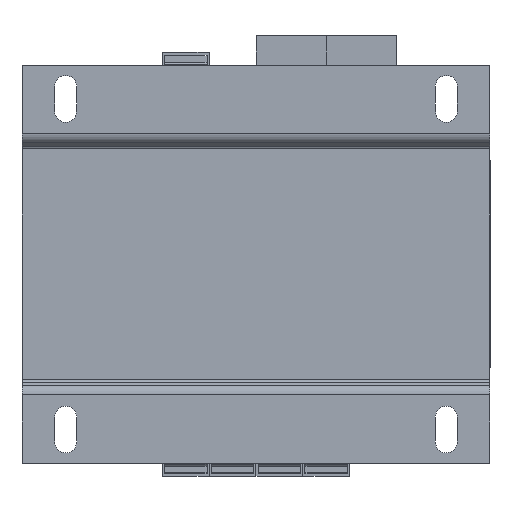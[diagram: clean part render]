
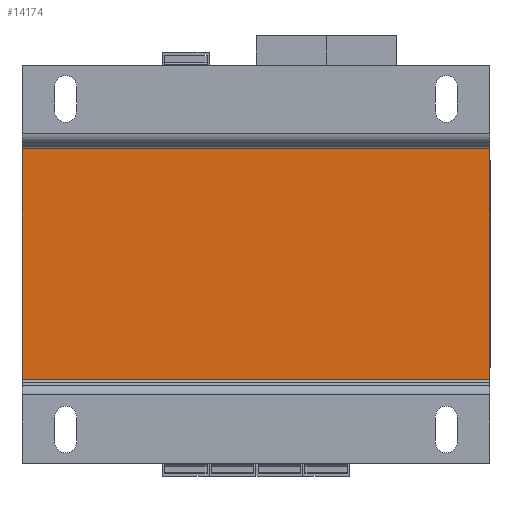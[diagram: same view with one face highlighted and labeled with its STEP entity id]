
A CAD part, front view. The second image highlights one B-rep face of the part: STEP entity #14174.
In plain terms, the highlighted planar face has unit normal (0, -1, 0).
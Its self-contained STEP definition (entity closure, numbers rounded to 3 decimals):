
#147 = DIRECTION ( 'NONE',  ( -1., 0., 0. ) ) ;
#294 = PLANE ( 'NONE',  #3428 ) ;
#838 = LINE ( 'NONE', #13585, #11063 ) ;
#2620 = ORIENTED_EDGE ( 'NONE', *, *, #2912, .F. ) ;
#2659 = EDGE_LOOP ( 'NONE', ( #15300, #7341, #10689, #2620 ) ) ;
#2846 = DIRECTION ( 'NONE',  ( 0., 1., 0. ) ) ;
#2882 = VERTEX_POINT ( 'NONE', #14762 ) ;
#2912 = EDGE_CURVE ( 'NONE', #2882, #4111, #8690, .T. ) ;
#3225 = CARTESIAN_POINT ( 'NONE',  ( 75., -65., 63.75 ) ) ;
#3428 = AXIS2_PLACEMENT_3D ( 'NONE', #7744, #2846, #12589 ) ;
#3721 = CARTESIAN_POINT ( 'NONE',  ( -75., -65., 37. ) ) ;
#4111 = VERTEX_POINT ( 'NONE', #3721 ) ;
#4258 = VERTEX_POINT ( 'NONE', #6446 ) ;
#4402 = DIRECTION ( 'NONE',  ( -1., 0., 0. ) ) ;
#4470 = DIRECTION ( 'NONE',  ( 0., 0., -1. ) ) ;
#4804 = CARTESIAN_POINT ( 'NONE',  ( -75., -65., 63.75 ) ) ;
#5936 = CARTESIAN_POINT ( 'NONE',  ( 75., -65., -37. ) ) ;
#6057 = EDGE_CURVE ( 'NONE', #4258, #9108, #8513, .T. ) ;
#6153 = DIRECTION ( 'NONE',  ( 0., 0., 1. ) ) ;
#6446 = CARTESIAN_POINT ( 'NONE',  ( 75., -65., 37. ) ) ;
#7341 = ORIENTED_EDGE ( 'NONE', *, *, #6057, .F. ) ;
#7744 = CARTESIAN_POINT ( 'NONE',  ( 0., -65., 0. ) ) ;
#7761 = FACE_OUTER_BOUND ( 'NONE', #2659, .T. ) ;
#8231 = CARTESIAN_POINT ( 'NONE',  ( 0., -65., 37. ) ) ;
#8513 = LINE ( 'NONE', #3225, #15830 ) ;
#8690 = LINE ( 'NONE', #4804, #14686 ) ;
#9108 = VERTEX_POINT ( 'NONE', #5936 ) ;
#9987 = EDGE_CURVE ( 'NONE', #9108, #2882, #838, .T. ) ;
#10453 = VECTOR ( 'NONE', #4402, 1000. ) ;
#10689 = ORIENTED_EDGE ( 'NONE', *, *, #14406, .T. ) ;
#11037 = LINE ( 'NONE', #8231, #10453 ) ;
#11063 = VECTOR ( 'NONE', #147, 1000. ) ;
#12589 = DIRECTION ( 'NONE',  ( 0., 0., -1. ) ) ;
#13585 = CARTESIAN_POINT ( 'NONE',  ( 0., -65., -37. ) ) ;
#14174 = ADVANCED_FACE ( 'NONE', ( #7761 ), #294, .F. ) ;
#14406 = EDGE_CURVE ( 'NONE', #4258, #4111, #11037, .T. ) ;
#14686 = VECTOR ( 'NONE', #6153, 1000. ) ;
#14762 = CARTESIAN_POINT ( 'NONE',  ( -75., -65., -37. ) ) ;
#15300 = ORIENTED_EDGE ( 'NONE', *, *, #9987, .F. ) ;
#15830 = VECTOR ( 'NONE', #4470, 1000. ) ;
